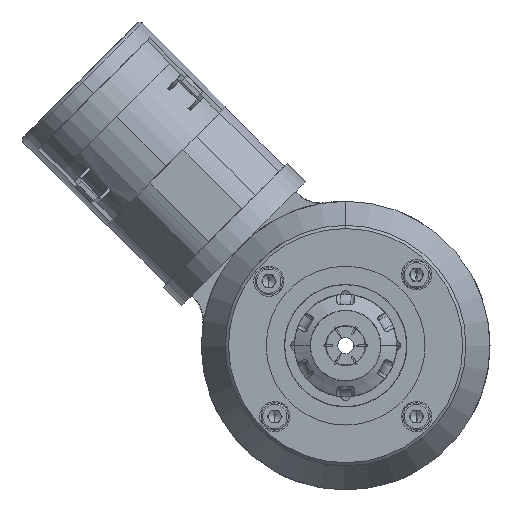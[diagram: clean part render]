
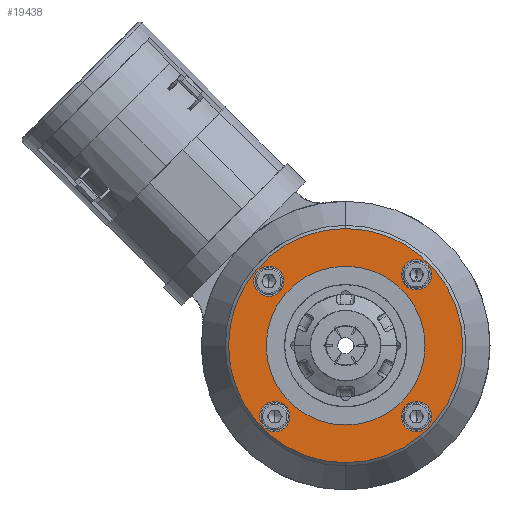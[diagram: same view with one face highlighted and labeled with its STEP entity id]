
A CAD part, left-side view. The second image highlights one B-rep face of the part: STEP entity #19438.
In plain terms, the highlighted planar face has unit normal (-1, 0, 0).
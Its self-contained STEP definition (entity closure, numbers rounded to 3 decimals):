
#178 = CIRCLE ( 'NONE', #12017, 4.7 ) ;
#189 = CIRCLE ( 'NONE', #11986, 36.5 ) ;
#194 = CIRCLE ( 'NONE', #12008, 4.7 ) ;
#236 = CIRCLE ( 'NONE', #12042, 4.7 ) ;
#245 = CIRCLE ( 'NONE', #12004, 4.7 ) ;
#266 = CIRCLE ( 'NONE', #12038, 24.75 ) ;
#269 = CIRCLE ( 'NONE', #11827, 4.7 ) ;
#762 = ORIENTED_EDGE ( 'NONE', *, *, #11967, .F. ) ;
#770 = ORIENTED_EDGE ( 'NONE', *, *, #12255, .T. ) ;
#3568 = EDGE_LOOP ( 'NONE', ( #14660, #13567 ) ) ;
#3570 = EDGE_LOOP ( 'NONE', ( #8964, #4469 ) ) ;
#3580 = EDGE_LOOP ( 'NONE', ( #16199, #770 ) ) ;
#3620 = EDGE_LOOP ( 'NONE', ( #762, #9599 ) ) ;
#3681 = EDGE_LOOP ( 'NONE', ( #14727, #4523 ) ) ;
#3987 = CIRCLE ( 'NONE', #11822, 4.7 ) ;
#4117 = CIRCLE ( 'NONE', #12256, 24.75 ) ;
#4132 = CIRCLE ( 'NONE', #12352, 4.7 ) ;
#4173 = CIRCLE ( 'NONE', #12378, 4.7 ) ;
#4469 = ORIENTED_EDGE ( 'NONE', *, *, #11903, .F. ) ;
#4523 = ORIENTED_EDGE ( 'NONE', *, *, #17693, .F. ) ;
#5489 = DIRECTION ( 'NONE',  ( 0., 0., 1. ) ) ;
#5490 = DIRECTION ( 'NONE',  ( -1., 0., 0. ) ) ;
#5491 = CARTESIAN_POINT ( 'NONE',  ( -127.5, 0., 0. ) ) ;
#6079 = DIRECTION ( 'NONE',  ( 0., 0., 1. ) ) ;
#6080 = DIRECTION ( 'NONE',  ( -1., 0., 0. ) ) ;
#6081 = CARTESIAN_POINT ( 'NONE',  ( -127.5, -22.097, -22.097 ) ) ;
#6185 = DIRECTION ( 'NONE',  ( 0., 0., 1. ) ) ;
#6242 = DIRECTION ( 'NONE',  ( -1., 0., 0. ) ) ;
#6245 = CARTESIAN_POINT ( 'NONE',  ( -127.5, -22.097, 22.097 ) ) ;
#6370 = DIRECTION ( 'NONE',  ( 0., 0., -1. ) ) ;
#6371 = DIRECTION ( 'NONE',  ( 1., 0., 0. ) ) ;
#6374 = CARTESIAN_POINT ( 'NONE',  ( -127.5, 0., 0. ) ) ;
#8964 = ORIENTED_EDGE ( 'NONE', *, *, #17640, .F. ) ;
#8975 = EDGE_LOOP ( 'NONE', ( #16157, #10242 ) ) ;
#9337 = FACE_BOUND ( 'NONE', #3620, .T. ) ;
#9340 = FACE_BOUND ( 'NONE', #8975, .T. ) ;
#9343 = FACE_BOUND ( 'NONE', #3681, .T. ) ;
#9344 = FACE_OUTER_BOUND ( 'NONE', #3568, .T. ) ;
#9345 = FACE_BOUND ( 'NONE', #3570, .T. ) ;
#9347 = FACE_BOUND ( 'NONE', #3580, .T. ) ;
#9599 = ORIENTED_EDGE ( 'NONE', *, *, #17425, .F. ) ;
#10242 = ORIENTED_EDGE ( 'NONE', *, *, #11658, .F. ) ;
#11206 = DIRECTION ( 'NONE',  ( 0., 0., 1. ) ) ;
#11207 = DIRECTION ( 'NONE',  ( -1., 0., 0. ) ) ;
#11208 = CARTESIAN_POINT ( 'NONE',  ( -127.5, 22.097, -22.097 ) ) ;
#11228 = DIRECTION ( 'NONE',  ( 0., 0., 1. ) ) ;
#11229 = DIRECTION ( 'NONE',  ( -1., 0., 0. ) ) ;
#11230 = CARTESIAN_POINT ( 'NONE',  ( -127.5, -22.097, 22.097 ) ) ;
#11239 = DIRECTION ( 'NONE',  ( 0., 0., 1. ) ) ;
#11240 = DIRECTION ( 'NONE',  ( -1., 0., 0. ) ) ;
#11243 = CARTESIAN_POINT ( 'NONE',  ( -127.5, 0., 0. ) ) ;
#11346 = DIRECTION ( 'NONE',  ( 0., 0., 1. ) ) ;
#11347 = DIRECTION ( 'NONE',  ( -1., 0., 0. ) ) ;
#11348 = CARTESIAN_POINT ( 'NONE',  ( -127.5, 22.097, -22.097 ) ) ;
#11350 = DIRECTION ( 'NONE',  ( 0., 0., -1. ) ) ;
#11351 = DIRECTION ( 'NONE',  ( 1., 0., 0. ) ) ;
#11354 = CARTESIAN_POINT ( 'NONE',  ( -127.5, 0., 0. ) ) ;
#11471 = DIRECTION ( 'NONE',  ( 0., 0., 1. ) ) ;
#11472 = DIRECTION ( 'NONE',  ( -1., 0., 0. ) ) ;
#11473 = CARTESIAN_POINT ( 'NONE',  ( -127.5, -22.097, -22.097 ) ) ;
#11525 = DIRECTION ( 'NONE',  ( 0., 0., 1. ) ) ;
#11527 = DIRECTION ( 'NONE',  ( -1., 0., 0. ) ) ;
#11528 = CARTESIAN_POINT ( 'NONE',  ( -127.5, 23.939, 20.087 ) ) ;
#11658 = EDGE_CURVE ( 'NONE', #13273, #13272, #178, .T. ) ;
#11705 = AXIS2_PLACEMENT_3D ( 'NONE', #14022, #14027, #14020 ) ;
#11822 = AXIS2_PLACEMENT_3D ( 'NONE', #15344, #15343, #15342 ) ;
#11827 = AXIS2_PLACEMENT_3D ( 'NONE', #11208, #11207, #11206 ) ;
#11833 = AXIS2_PLACEMENT_3D ( 'NONE', #5491, #5490, #5489 ) ;
#11899 = EDGE_CURVE ( 'NONE', #13290, #13292, #189, .T. ) ;
#11903 = EDGE_CURVE ( 'NONE', #13269, #13268, #194, .T. ) ;
#11967 = EDGE_CURVE ( 'NONE', #13276, #13277, #236, .T. ) ;
#11986 = AXIS2_PLACEMENT_3D ( 'NONE', #11243, #11240, #11239 ) ;
#12004 = AXIS2_PLACEMENT_3D ( 'NONE', #11473, #11472, #11471 ) ;
#12008 = AXIS2_PLACEMENT_3D ( 'NONE', #11230, #11229, #11228 ) ;
#12017 = AXIS2_PLACEMENT_3D ( 'NONE', #11348, #11347, #11346 ) ;
#12032 = EDGE_CURVE ( 'NONE', #13288, #13289, #245, .T. ) ;
#12038 = AXIS2_PLACEMENT_3D ( 'NONE', #11354, #11351, #11350 ) ;
#12042 = AXIS2_PLACEMENT_3D ( 'NONE', #11528, #11527, #11525 ) ;
#12255 = EDGE_CURVE ( 'NONE', #13271, #13270, #266, .T. ) ;
#12256 = AXIS2_PLACEMENT_3D ( 'NONE', #6374, #6371, #6370 ) ;
#12352 = AXIS2_PLACEMENT_3D ( 'NONE', #6245, #6242, #6185 ) ;
#12365 = EDGE_CURVE ( 'NONE', #13272, #13273, #269, .T. ) ;
#12378 = AXIS2_PLACEMENT_3D ( 'NONE', #6081, #6080, #6079 ) ;
#13268 = VERTEX_POINT ( 'NONE', #18020 ) ;
#13269 = VERTEX_POINT ( 'NONE', #18018 ) ;
#13270 = VERTEX_POINT ( 'NONE', #18017 ) ;
#13271 = VERTEX_POINT ( 'NONE', #18015 ) ;
#13272 = VERTEX_POINT ( 'NONE', #18013 ) ;
#13273 = VERTEX_POINT ( 'NONE', #18011 ) ;
#13276 = VERTEX_POINT ( 'NONE', #18006 ) ;
#13277 = VERTEX_POINT ( 'NONE', #18004 ) ;
#13288 = VERTEX_POINT ( 'NONE', #17979 ) ;
#13289 = VERTEX_POINT ( 'NONE', #17978 ) ;
#13290 = VERTEX_POINT ( 'NONE', #17976 ) ;
#13292 = VERTEX_POINT ( 'NONE', #17972 ) ;
#13567 = ORIENTED_EDGE ( 'NONE', *, *, #16951, .T. ) ;
#14020 = DIRECTION ( 'NONE',  ( 0., 0., 1. ) ) ;
#14022 = CARTESIAN_POINT ( 'NONE',  ( -127.5, 37.5, 0. ) ) ;
#14023 = PLANE ( 'NONE',  #11705 ) ;
#14027 = DIRECTION ( 'NONE',  ( -1., 0., 0. ) ) ;
#14660 = ORIENTED_EDGE ( 'NONE', *, *, #11899, .T. ) ;
#14727 = ORIENTED_EDGE ( 'NONE', *, *, #12032, .F. ) ;
#15342 = DIRECTION ( 'NONE',  ( 0., 0., 1. ) ) ;
#15343 = DIRECTION ( 'NONE',  ( -1., 0., 0. ) ) ;
#15344 = CARTESIAN_POINT ( 'NONE',  ( -127.5, 23.939, 20.087 ) ) ;
#16157 = ORIENTED_EDGE ( 'NONE', *, *, #12365, .F. ) ;
#16199 = ORIENTED_EDGE ( 'NONE', *, *, #17620, .T. ) ;
#16951 = EDGE_CURVE ( 'NONE', #13292, #13290, #19018, .T. ) ;
#17425 = EDGE_CURVE ( 'NONE', #13277, #13276, #3987, .T. ) ;
#17620 = EDGE_CURVE ( 'NONE', #13270, #13271, #4117, .T. ) ;
#17640 = EDGE_CURVE ( 'NONE', #13268, #13269, #4132, .T. ) ;
#17693 = EDGE_CURVE ( 'NONE', #13289, #13288, #4173, .T. ) ;
#17972 = CARTESIAN_POINT ( 'NONE',  ( -127.5, 0., 36.5 ) ) ;
#17976 = CARTESIAN_POINT ( 'NONE',  ( -127.5, 0., -36.5 ) ) ;
#17978 = CARTESIAN_POINT ( 'NONE',  ( -127.5, -22.097, -26.797 ) ) ;
#17979 = CARTESIAN_POINT ( 'NONE',  ( -127.5, -22.097, -17.397 ) ) ;
#18004 = CARTESIAN_POINT ( 'NONE',  ( -127.5, 23.939, 15.387 ) ) ;
#18006 = CARTESIAN_POINT ( 'NONE',  ( -127.5, 23.939, 24.787 ) ) ;
#18011 = CARTESIAN_POINT ( 'NONE',  ( -127.5, 22.097, -26.797 ) ) ;
#18013 = CARTESIAN_POINT ( 'NONE',  ( -127.5, 22.097, -17.397 ) ) ;
#18015 = CARTESIAN_POINT ( 'NONE',  ( -127.5, 0., 24.75 ) ) ;
#18017 = CARTESIAN_POINT ( 'NONE',  ( -127.5, 0., -24.75 ) ) ;
#18018 = CARTESIAN_POINT ( 'NONE',  ( -127.5, -22.097, 17.397 ) ) ;
#18020 = CARTESIAN_POINT ( 'NONE',  ( -127.5, -22.097, 26.797 ) ) ;
#19018 = CIRCLE ( 'NONE', #11833, 36.5 ) ;
#19438 = ADVANCED_FACE ( 'NONE', ( #9344, #9337, #9340, #9343, #9345, #9347 ), #14023, .T. ) ;
